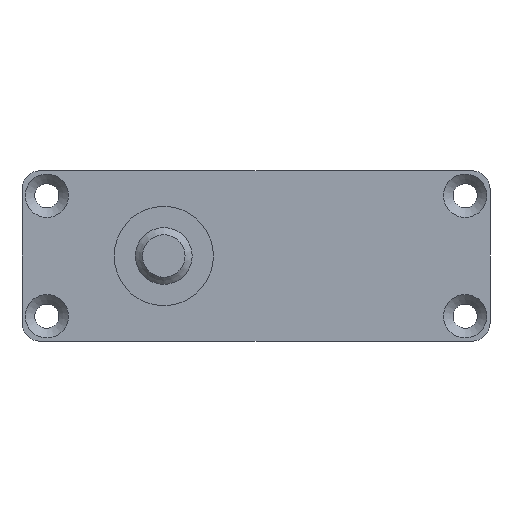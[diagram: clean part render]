
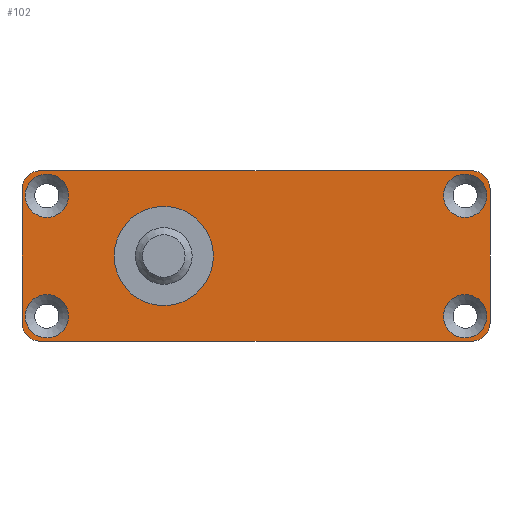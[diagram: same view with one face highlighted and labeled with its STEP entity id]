
A CAD part, left-side view. The second image highlights one B-rep face of the part: STEP entity #102.
In plain terms, the highlighted planar face has unit normal (-1, 0, 0).
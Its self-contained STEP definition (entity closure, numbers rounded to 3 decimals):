
#66 = EDGE_CURVE('',#67,#69,#71,.T.);
#67 = VERTEX_POINT('',#68);
#68 = CARTESIAN_POINT('',(12.,-33.,9.5));
#69 = VERTEX_POINT('',#70);
#70 = CARTESIAN_POINT('',(12.,-33.,-9.5));
#71 = LINE('',#72,#73);
#72 = CARTESIAN_POINT('',(12.,-33.,12.));
#73 = VECTOR('',#74,1.);
#74 = DIRECTION('',(0.,0.,-1.));
#102 = ADVANCED_FACE('',(#103,#164,#175,#186,#197,#208),#219,.F.);
#103 = FACE_BOUND('',#104,.F.);
#104 = EDGE_LOOP('',(#105,#106,#115,#123,#132,#140,#149,#157));
#105 = ORIENTED_EDGE('',*,*,#66,.T.);
#106 = ORIENTED_EDGE('',*,*,#107,.T.);
#107 = EDGE_CURVE('',#69,#108,#110,.T.);
#108 = VERTEX_POINT('',#109);
#109 = CARTESIAN_POINT('',(12.,-30.5,-12.));
#110 = CIRCLE('',#111,2.5);
#111 = AXIS2_PLACEMENT_3D('',#112,#113,#114);
#112 = CARTESIAN_POINT('',(12.,-30.5,-9.5));
#113 = DIRECTION('',(1.,0.,0.));
#114 = DIRECTION('',(0.,-1.,0.));
#115 = ORIENTED_EDGE('',*,*,#116,.T.);
#116 = EDGE_CURVE('',#108,#117,#119,.T.);
#117 = VERTEX_POINT('',#118);
#118 = CARTESIAN_POINT('',(12.,30.5,-12.));
#119 = LINE('',#120,#121);
#120 = CARTESIAN_POINT('',(12.,-33.,-12.));
#121 = VECTOR('',#122,1.);
#122 = DIRECTION('',(0.,1.,0.));
#123 = ORIENTED_EDGE('',*,*,#124,.T.);
#124 = EDGE_CURVE('',#117,#125,#127,.T.);
#125 = VERTEX_POINT('',#126);
#126 = CARTESIAN_POINT('',(12.,33.,-9.5));
#127 = CIRCLE('',#128,2.5);
#128 = AXIS2_PLACEMENT_3D('',#129,#130,#131);
#129 = CARTESIAN_POINT('',(12.,30.5,-9.5));
#130 = DIRECTION('',(1.,0.,0.));
#131 = DIRECTION('',(0.,-1.,0.));
#132 = ORIENTED_EDGE('',*,*,#133,.T.);
#133 = EDGE_CURVE('',#125,#134,#136,.T.);
#134 = VERTEX_POINT('',#135);
#135 = CARTESIAN_POINT('',(12.,33.,9.5));
#136 = LINE('',#137,#138);
#137 = CARTESIAN_POINT('',(12.,33.,-12.));
#138 = VECTOR('',#139,1.);
#139 = DIRECTION('',(0.,0.,1.));
#140 = ORIENTED_EDGE('',*,*,#141,.T.);
#141 = EDGE_CURVE('',#134,#142,#144,.T.);
#142 = VERTEX_POINT('',#143);
#143 = CARTESIAN_POINT('',(12.,30.5,12.));
#144 = CIRCLE('',#145,2.5);
#145 = AXIS2_PLACEMENT_3D('',#146,#147,#148);
#146 = CARTESIAN_POINT('',(12.,30.5,9.5));
#147 = DIRECTION('',(1.,0.,0.));
#148 = DIRECTION('',(0.,-1.,0.));
#149 = ORIENTED_EDGE('',*,*,#150,.T.);
#150 = EDGE_CURVE('',#142,#151,#153,.T.);
#151 = VERTEX_POINT('',#152);
#152 = CARTESIAN_POINT('',(12.,-30.5,12.));
#153 = LINE('',#154,#155);
#154 = CARTESIAN_POINT('',(12.,33.,12.));
#155 = VECTOR('',#156,1.);
#156 = DIRECTION('',(0.,-1.,0.));
#157 = ORIENTED_EDGE('',*,*,#158,.F.);
#158 = EDGE_CURVE('',#67,#151,#159,.T.);
#159 = CIRCLE('',#160,2.5);
#160 = AXIS2_PLACEMENT_3D('',#161,#162,#163);
#161 = CARTESIAN_POINT('',(12.,-30.5,9.5));
#162 = DIRECTION('',(-1.,0.,0.));
#163 = DIRECTION('',(0.,-1.,0.));
#164 = FACE_BOUND('',#165,.F.);
#165 = EDGE_LOOP('',(#166));
#166 = ORIENTED_EDGE('',*,*,#167,.T.);
#167 = EDGE_CURVE('',#168,#168,#170,.T.);
#168 = VERTEX_POINT('',#169);
#169 = CARTESIAN_POINT('',(12.,-29.5,-5.45));
#170 = CIRCLE('',#171,3.05);
#171 = AXIS2_PLACEMENT_3D('',#172,#173,#174);
#172 = CARTESIAN_POINT('',(12.,-29.5,-8.5));
#173 = DIRECTION('',(-1.,0.,0.));
#174 = DIRECTION('',(0.,0.,1.));
#175 = FACE_BOUND('',#176,.F.);
#176 = EDGE_LOOP('',(#177));
#177 = ORIENTED_EDGE('',*,*,#178,.T.);
#178 = EDGE_CURVE('',#179,#179,#181,.T.);
#179 = VERTEX_POINT('',#180);
#180 = CARTESIAN_POINT('',(12.,29.5,-5.45));
#181 = CIRCLE('',#182,3.05);
#182 = AXIS2_PLACEMENT_3D('',#183,#184,#185);
#183 = CARTESIAN_POINT('',(12.,29.5,-8.5));
#184 = DIRECTION('',(-1.,0.,0.));
#185 = DIRECTION('',(0.,0.,1.));
#186 = FACE_BOUND('',#187,.F.);
#187 = EDGE_LOOP('',(#188));
#188 = ORIENTED_EDGE('',*,*,#189,.T.);
#189 = EDGE_CURVE('',#190,#190,#192,.T.);
#190 = VERTEX_POINT('',#191);
#191 = CARTESIAN_POINT('',(12.,13.,-4.459));
#192 = CIRCLE('',#193,4.459);
#193 = AXIS2_PLACEMENT_3D('',#194,#195,#196);
#194 = CARTESIAN_POINT('',(12.,13.,0.));
#195 = DIRECTION('',(-1.,0.,0.));
#196 = DIRECTION('',(0.,0.,-1.));
#197 = FACE_BOUND('',#198,.F.);
#198 = EDGE_LOOP('',(#199));
#199 = ORIENTED_EDGE('',*,*,#200,.T.);
#200 = EDGE_CURVE('',#201,#201,#203,.T.);
#201 = VERTEX_POINT('',#202);
#202 = CARTESIAN_POINT('',(12.,-29.5,11.55));
#203 = CIRCLE('',#204,3.05);
#204 = AXIS2_PLACEMENT_3D('',#205,#206,#207);
#205 = CARTESIAN_POINT('',(12.,-29.5,8.5));
#206 = DIRECTION('',(-1.,0.,0.));
#207 = DIRECTION('',(0.,0.,1.));
#208 = FACE_BOUND('',#209,.F.);
#209 = EDGE_LOOP('',(#210));
#210 = ORIENTED_EDGE('',*,*,#211,.T.);
#211 = EDGE_CURVE('',#212,#212,#214,.T.);
#212 = VERTEX_POINT('',#213);
#213 = CARTESIAN_POINT('',(12.,29.5,11.55));
#214 = CIRCLE('',#215,3.05);
#215 = AXIS2_PLACEMENT_3D('',#216,#217,#218);
#216 = CARTESIAN_POINT('',(12.,29.5,8.5));
#217 = DIRECTION('',(-1.,0.,0.));
#218 = DIRECTION('',(0.,0.,1.));
#219 = PLANE('',#220);
#220 = AXIS2_PLACEMENT_3D('',#221,#222,#223);
#221 = CARTESIAN_POINT('',(12.,0.,0.));
#222 = DIRECTION('',(1.,0.,0.));
#223 = DIRECTION('',(0.,1.,0.));
